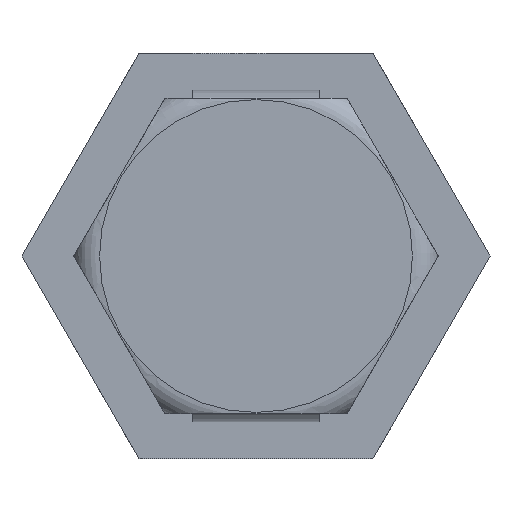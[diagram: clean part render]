
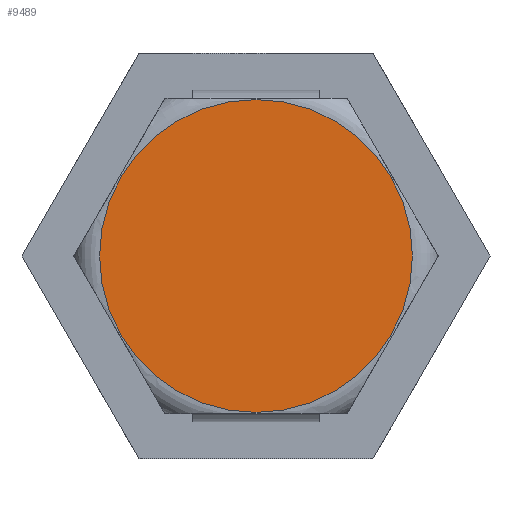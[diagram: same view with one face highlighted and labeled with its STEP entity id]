
A CAD part, left-side view. The second image highlights one B-rep face of the part: STEP entity #9489.
In plain terms, the highlighted planar face has unit normal (-1, 0, 0).
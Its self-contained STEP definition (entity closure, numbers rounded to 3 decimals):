
#2558 = DIRECTION ( 'NONE',  ( -1., 0., 0. ) ) ;
#4545 = AXIS2_PLACEMENT_3D ( 'NONE', #40963, #2558, #20034 ) ;
#6689 = EDGE_CURVE ( 'NONE', #37642, #13653, #24212, .T. ) ;
#9211 = DIRECTION ( 'NONE',  ( 1., 0., 0. ) ) ;
#9319 = CARTESIAN_POINT ( 'NONE',  ( 0., 0., 5.95 ) ) ;
#9489 = ADVANCED_FACE ( 'NONE', ( #26712 ), #34131, .F. ) ;
#12720 = CARTESIAN_POINT ( 'NONE',  ( 0., 0., 0. ) ) ;
#13653 = VERTEX_POINT ( 'NONE', #9319 ) ;
#14300 = CIRCLE ( 'NONE', #4545, 5.95 ) ;
#16343 = CARTESIAN_POINT ( 'NONE',  ( 0., 0., -5.95 ) ) ;
#20034 = DIRECTION ( 'NONE',  ( 0., 0., 1. ) ) ;
#21335 = CARTESIAN_POINT ( 'NONE',  ( 0., 0., 0. ) ) ;
#24212 = CIRCLE ( 'NONE', #27158, 5.95 ) ;
#26712 = FACE_OUTER_BOUND ( 'NONE', #34888, .T. ) ;
#27158 = AXIS2_PLACEMENT_3D ( 'NONE', #21335, #39937, #43196 ) ;
#27508 = EDGE_CURVE ( 'NONE', #13653, #37642, #14300, .T. ) ;
#32744 = ORIENTED_EDGE ( 'NONE', *, *, #6689, .T. ) ;
#34131 = PLANE ( 'NONE',  #35346 ) ;
#34888 = EDGE_LOOP ( 'NONE', ( #37640, #32744 ) ) ;
#35346 = AXIS2_PLACEMENT_3D ( 'NONE', #12720, #9211, #37845 ) ;
#37640 = ORIENTED_EDGE ( 'NONE', *, *, #27508, .T. ) ;
#37642 = VERTEX_POINT ( 'NONE', #16343 ) ;
#37845 = DIRECTION ( 'NONE',  ( 0., 0., -1. ) ) ;
#39937 = DIRECTION ( 'NONE',  ( -1., 0., 0. ) ) ;
#40963 = CARTESIAN_POINT ( 'NONE',  ( 0., 0., 0. ) ) ;
#43196 = DIRECTION ( 'NONE',  ( 0., 0., 1. ) ) ;
